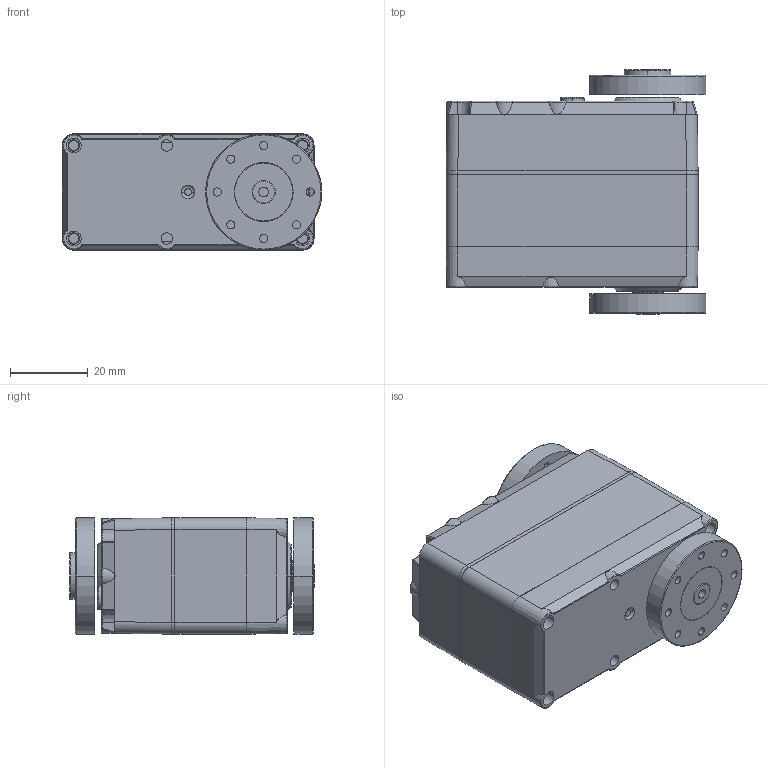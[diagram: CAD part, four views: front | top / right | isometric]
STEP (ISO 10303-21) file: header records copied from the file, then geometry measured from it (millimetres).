
FILE_DESCRIPTION((''),'2;1');
FILE_NAME('ASM-SHUAGNZHOU_ASM','2018-11-05T',('Administrator'),(''),'CREO PARAMETRIC BY PTC INC, 2014350','CREO PARAMETRIC BY PTC INC, 2014350','');
FILE_SCHEMA(('CONFIG_CONTROL_DESIGN'));
Length unit declared in the file: millimetre
Products named in the file (11): ASM-A_SKEL; MOTOR-280; GM; SG; ZK; DG; LVKE-6530; BEISHIZHOUCHENG-6-13-5; DDP-1; DDP-CD; ASM-SHUAGNZHOU_ASM
Assembly tree (10 placements, depth 2):
  ASM-SHUAGNZHOU_ASM
    ASM-A_SKEL
    MOTOR-280
    GM
    SG
    ZK
    DG
    LVKE-6530
    BEISHIZHOUCHENG-6-13-5
    DDP-1
    DDP-CD
Bounding box: 67 x 63.2 x 30 mm (x, y, z)
Volume: 77346.2 mm3; surface area: 41186.1 mm2
Topology: 9 solids, 14 shells, 793 faces, 2063 edges, 1354 vertices
Faces by surface type: cylinder 408, plane 248, extrusion 64, torus 41, cone 20, sphere 8, bspline 4
Entity records: 26888 total; most frequent: CARTESIAN_POINT 6656, DIRECTION 4286, ORIENTED_EDGE 4126, EDGE_CURVE 2063, AXIS2_PLACEMENT_3D 1642, VERTEX_POINT 1354, VECTOR 1002, LINE 938
